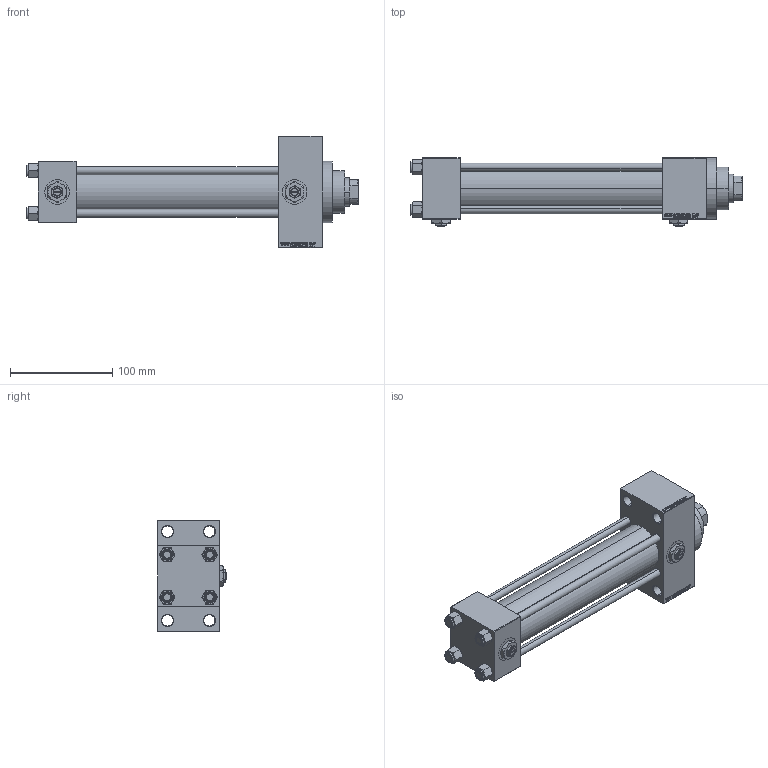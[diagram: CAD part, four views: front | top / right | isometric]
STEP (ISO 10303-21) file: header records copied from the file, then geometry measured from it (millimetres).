
FILE_DESCRIPTION (( 'STEP AP203' ), '1' );
FILE_NAME ('b12f.STEP', '2025-06-18T06:08:30', ( '' ), ( '' ), 'SwSTEP 2.0', 'SolidWorks 2019', '' );
FILE_SCHEMA (( 'CONFIG_CONTROL_DESIGN' ));
Length unit declared in the file: millimetre
Products named in the file (7): b12f; V215CR_VCP_D f0aa929a11771d1b14936b5ff2b0549d; NUT_M5_D f0aa929a11771d1b14936b5ff2b0549d; V215CR_D_Body f0aa929a11771d1b14936b5ff2b0549d; V215_VC_A f0aa929a11771d1b14936b5ff2b0549d; Zatka_pro_OIL_PORT f0aa929a11771d1b14936b5ff2b0549d; V215CR_D_TYCINKA f0aa929a11771d1b14936b5ff2b0549d
Assembly tree (13 placements, depth 2):
  b12f
    V215CR_D_Body f0aa929a11771d1b14936b5ff2b0549d
    V215CR_VCP_D f0aa929a11771d1b14936b5ff2b0549d
    NUT_M5_D f0aa929a11771d1b14936b5ff2b0549d  x4
    V215CR_D_TYCINKA f0aa929a11771d1b14936b5ff2b0549d  x4
    V215_VC_A f0aa929a11771d1b14936b5ff2b0549d
    Zatka_pro_OIL_PORT f0aa929a11771d1b14936b5ff2b0549d  x2
Bounding box: 325 x 67 x 109 mm (x, y, z)
Volume: 703037.3 mm3; surface area: 194689 mm2
Topology: 13 solids, 13 shells, 1206 faces, 2988 edges, 1923 vertices
Faces by surface type: plane 546, bspline 368, cone 184, cylinder 100, torus 8
Entity records: 49303 total; most frequent: CARTESIAN_POINT 25694, ORIENTED_EDGE 5276, DIRECTION 3460, EDGE_CURVE 2638, VERTEX_POINT 1721, VECTOR 1554, LINE 1554, EDGE_LOOP 1181
